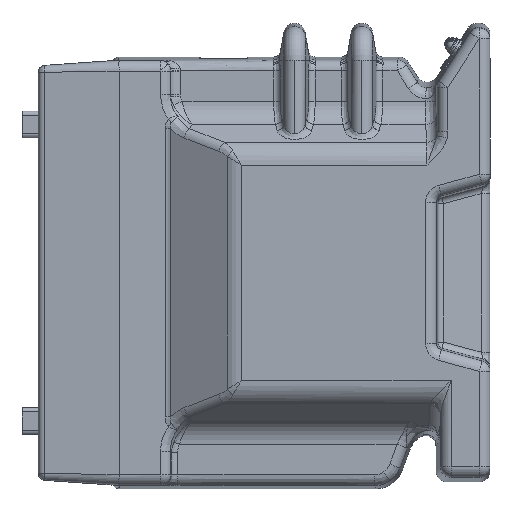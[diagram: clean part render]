
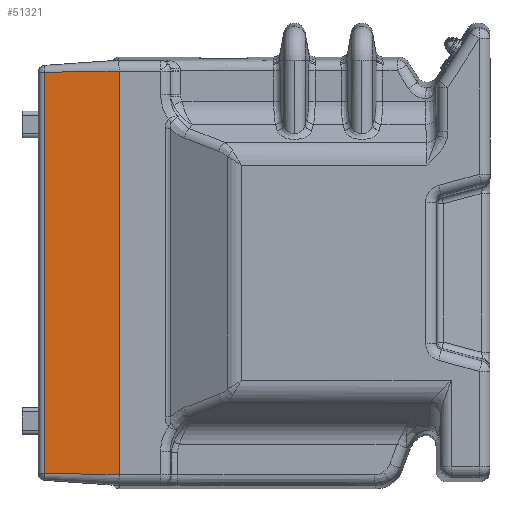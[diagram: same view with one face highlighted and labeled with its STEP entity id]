
A CAD part, left-side view. The second image highlights one B-rep face of the part: STEP entity #51321.
In plain terms, the highlighted planar face has unit normal (-0.998, 0.07, 0).
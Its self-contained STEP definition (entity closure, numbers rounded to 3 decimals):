
#5396 = FACE_OUTER_BOUND ( 'NONE', #38632, .T. ) ;
#10684 = CARTESIAN_POINT ( 'NONE',  ( -101.314, 293.39, -148.366 ) ) ;
#10687 = CARTESIAN_POINT ( 'NONE',  ( -102.6, 275., -149.54 ) ) ;
#10692 = CARTESIAN_POINT ( 'NONE',  ( -100.018, 311.938, 149.605 ) ) ;
#10693 = CARTESIAN_POINT ( 'NONE',  ( -98.731, 330.349, 148.744 ) ) ;
#10695 = CARTESIAN_POINT ( 'NONE',  ( -100.018, 311.938, -149.605 ) ) ;
#10696 = CARTESIAN_POINT ( 'NONE',  ( -98.731, 330.349, -148.744 ) ) ;
#10703 = CARTESIAN_POINT ( 'NONE',  ( -101.314, 293.39, 148.366 ) ) ;
#10705 = CARTESIAN_POINT ( 'NONE',  ( -102.6, 275., 149.54 ) ) ;
#18029 = AXIS2_PLACEMENT_3D ( 'NONE', #30241, #30254, #30255 ) ;
#20121 = VERTEX_POINT ( 'NONE', #48026 ) ;
#20122 = VERTEX_POINT ( 'NONE', #48027 ) ;
#20199 = VERTEX_POINT ( 'NONE', #48104 ) ;
#20200 = VERTEX_POINT ( 'NONE', #48105 ) ;
#20237 = VERTEX_POINT ( 'NONE', #48142 ) ;
#20241 = VERTEX_POINT ( 'NONE', #48146 ) ;
#30238 = PLANE ( 'NONE',  #18029 ) ;
#30241 = CARTESIAN_POINT ( 'NONE',  ( -98.406, 335., -216.279 ) ) ;
#30254 = DIRECTION ( 'NONE',  ( -0.998, 0.07, 0. ) ) ;
#30255 = DIRECTION ( 'NONE',  ( 0.07, 0.998, 0. ) ) ;
#32352 = EDGE_CURVE ( 'NONE', #20122, #20121, #51035, .T. ) ;
#32416 = CARTESIAN_POINT ( 'NONE',  ( -98.731, 330.349, -216.279 ) ) ;
#32417 = DIRECTION ( 'NONE',  ( 0., 0., 1. ) ) ;
#32615 = EDGE_CURVE ( 'NONE', #20199, #20200, #54569, .T. ) ;
#32763 = EDGE_CURVE ( 'NONE', #20237, #20199, #51612, .T. ) ;
#32775 = EDGE_CURVE ( 'NONE', #20241, #20237, #54586, .T. ) ;
#33718 = CARTESIAN_POINT ( 'NONE',  ( -102.6, 275., -149.52 ) ) ;
#33767 = CARTESIAN_POINT ( 'NONE',  ( -102.6, 275., -149.527 ) ) ;
#33769 = CARTESIAN_POINT ( 'NONE',  ( -102.6, 275., -149.533 ) ) ;
#33770 = CARTESIAN_POINT ( 'NONE',  ( -102.6, 275., -149.54 ) ) ;
#34113 = CARTESIAN_POINT ( 'NONE',  ( -102.6, 275., 1159.491 ) ) ;
#34115 = DIRECTION ( 'NONE',  ( 0., 0., -1. ) ) ;
#34171 = CARTESIAN_POINT ( 'NONE',  ( -102.6, 275., 149.54 ) ) ;
#34179 = CARTESIAN_POINT ( 'NONE',  ( -102.6, 275., 149.533 ) ) ;
#34181 = CARTESIAN_POINT ( 'NONE',  ( -102.6, 275., 149.527 ) ) ;
#34183 = CARTESIAN_POINT ( 'NONE',  ( -102.6, 275., 149.52 ) ) ;
#38632 = EDGE_LOOP ( 'NONE', ( #40310, #40312, #40314, #40316, #40318, #40320 ) ) ;
#40310 = ORIENTED_EDGE ( 'NONE', *, *, #40853, .F. ) ;
#40312 = ORIENTED_EDGE ( 'NONE', *, *, #32615, .F. ) ;
#40314 = ORIENTED_EDGE ( 'NONE', *, *, #32763, .F. ) ;
#40316 = ORIENTED_EDGE ( 'NONE', *, *, #32775, .F. ) ;
#40318 = ORIENTED_EDGE ( 'NONE', *, *, #40855, .F. ) ;
#40320 = ORIENTED_EDGE ( 'NONE', *, *, #32352, .F. ) ;
#40853 = EDGE_CURVE ( 'NONE', #20200, #20122, #54895, .T. ) ;
#40855 = EDGE_CURVE ( 'NONE', #20121, #20241, #54896, .T. ) ;
#48026 = CARTESIAN_POINT ( 'NONE',  ( -98.731, 330.349, 148.744 ) ) ;
#48027 = CARTESIAN_POINT ( 'NONE',  ( -98.731, 330.349, -148.744 ) ) ;
#48104 = CARTESIAN_POINT ( 'NONE',  ( -102.6, 275., -149.52 ) ) ;
#48105 = CARTESIAN_POINT ( 'NONE',  ( -102.6, 275., -149.54 ) ) ;
#48142 = CARTESIAN_POINT ( 'NONE',  ( -102.6, 275., 149.52 ) ) ;
#48146 = CARTESIAN_POINT ( 'NONE',  ( -102.6, 275., 149.54 ) ) ;
#51035 = LINE ( 'NONE', #32416, #51040 ) ;
#51040 = VECTOR ( 'NONE', #32417, 1000. ) ;
#51321 = ADVANCED_FACE ( 'NONE', ( #5396 ), #30238, .T. ) ;
#51612 = LINE ( 'NONE', #34113, #51614 ) ;
#51614 = VECTOR ( 'NONE', #34115, 1000. ) ;
#54569 = B_SPLINE_CURVE_WITH_KNOTS ( 'NONE', 3,
 ( #33718, #33767, #33769, #33770 ),
 .UNSPECIFIED., .F., .F.,
 ( 4, 4 ),
 ( 0., 0. ),
 .UNSPECIFIED. ) ;
#54586 = B_SPLINE_CURVE_WITH_KNOTS ( 'NONE', 3,
 ( #34171, #34179, #34181, #34183 ),
 .UNSPECIFIED., .F., .F.,
 ( 4, 4 ),
 ( 0., 0. ),
 .UNSPECIFIED. ) ;
#54895 = B_SPLINE_CURVE_WITH_KNOTS ( 'NONE', 3,
 ( #10687, #10684, #10695, #10696 ),
 .UNSPECIFIED., .F., .F.,
 ( 4, 4 ),
 ( 0.402, 0.585 ),
 .UNSPECIFIED. ) ;
#54896 = B_SPLINE_CURVE_WITH_KNOTS ( 'NONE', 3,
 ( #10693, #10692, #10703, #10705 ),
 .UNSPECIFIED., .F., .F.,
 ( 4, 4 ),
 ( 0.415, 0.598 ),
 .UNSPECIFIED. ) ;
